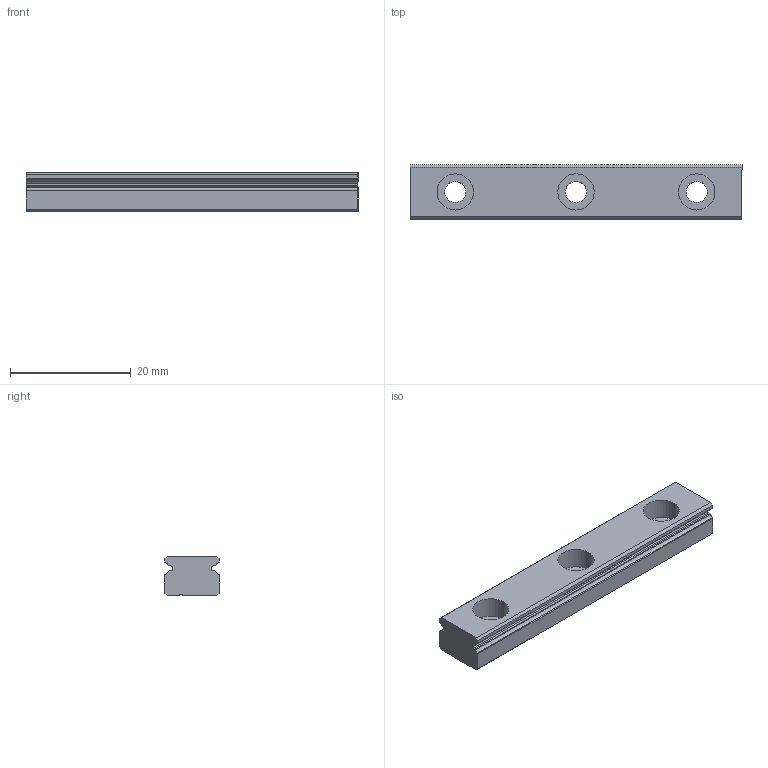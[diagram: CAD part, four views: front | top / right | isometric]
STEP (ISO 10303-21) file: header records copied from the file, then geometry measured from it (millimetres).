
FILE_DESCRIPTION (( 'STEP AP214' ), '1' );
FILE_NAME ('MGNR9R55CM-Rail.STEP', '2022-04-10T22:39:32', ( '' ), ( '' ), 'SwSTEP 2.0', 'SolidWorks 2021', '' );
FILE_SCHEMA (( 'AUTOMOTIVE_DESIGN' ));
Length unit declared in the file: millimetre
Products named in the file (1): MGNR9R55CM-Rail
Bounding box: 55 x 9 x 6.5 mm (x, y, z)
Volume: 2655 mm3; surface area: 2171.5 mm2
Topology: 1 solids, 1 shells, 51 faces, 147 edges, 98 vertices
Faces by surface type: cylinder 29, plane 22
Entity records: 1781 total; most frequent: CARTESIAN_POINT 336, DIRECTION 309, ORIENTED_EDGE 294, EDGE_CURVE 147, AXIS2_PLACEMENT_3D 113, VERTEX_POINT 98, VECTOR 83, LINE 83
